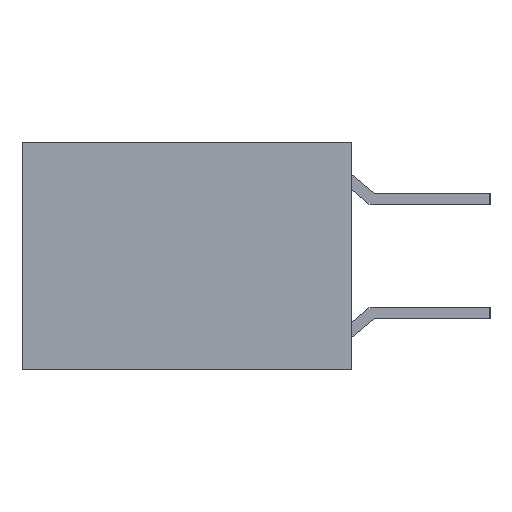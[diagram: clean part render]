
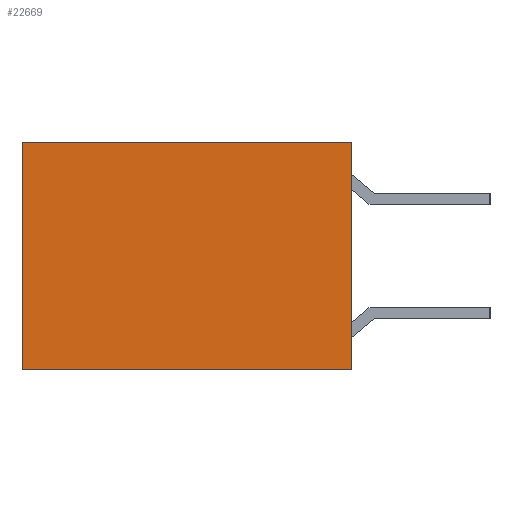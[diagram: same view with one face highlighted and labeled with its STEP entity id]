
A CAD part, left-side view. The second image highlights one B-rep face of the part: STEP entity #22669.
In plain terms, the highlighted planar face has unit normal (-1, 0, 0).
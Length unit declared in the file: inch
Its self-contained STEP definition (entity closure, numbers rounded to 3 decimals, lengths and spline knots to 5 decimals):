
#181=ORIENTED_EDGE('',*,*,#6916,.T.);
#182=ORIENTED_EDGE('',*,*,#6917,.F.);
#183=ORIENTED_EDGE('',*,*,#6774,.F.);
#184=ORIENTED_EDGE('',*,*,#6914,.T.);
#6774=EDGE_CURVE('',#10142,#10143,#12342,.T.);
#6914=EDGE_CURVE('',#10142,#10282,#12482,.T.);
#6916=EDGE_CURVE('',#10282,#10283,#12484,.T.);
#6917=EDGE_CURVE('',#10143,#10283,#12485,.T.);
#10142=VERTEX_POINT('',#30512);
#10143=VERTEX_POINT('',#30514);
#10282=VERTEX_POINT('',#30793);
#10283=VERTEX_POINT('',#30798);
#12342=LINE('',#30513,#15710);
#12482=LINE('',#30794,#15850);
#12484=LINE('',#30797,#15852);
#12485=LINE('',#30799,#15853);
#15710=VECTOR('',#24925,39.37008);
#15850=VECTOR('',#25067,39.37008);
#15852=VECTOR('',#25071,39.37008);
#15853=VECTOR('',#25072,39.37008);
#19113=EDGE_LOOP('',(#181,#182,#183,#184));
#20355=FACE_BOUND('',#19113,.T.);
#21563=PLANE('',#23813);
#22669=ADVANCED_FACE('',(#20355),#21563,.F.);
#23813=AXIS2_PLACEMENT_3D('',#30796,#25069,#25070);
#24925=DIRECTION('',(0.,0.,1.));
#25067=DIRECTION('',(0.,-1.,0.));
#25069=DIRECTION('',(1.,0.,0.));
#25070=DIRECTION('',(0.,0.,-1.));
#25071=DIRECTION('',(0.,0.,1.));
#25072=DIRECTION('',(0.,-1.,0.));
#30512=CARTESIAN_POINT('',(-0.85,0.29,-0.1));
#30513=CARTESIAN_POINT('',(-0.85,0.29,-0.1));
#30514=CARTESIAN_POINT('',(-0.85,0.29,0.1));
#30793=CARTESIAN_POINT('',(-0.85,0.,-0.1));
#30794=CARTESIAN_POINT('',(-0.85,0.29,-0.1));
#30796=CARTESIAN_POINT('',(-0.85,0.29,-0.1));
#30797=CARTESIAN_POINT('',(-0.85,0.,-0.1));
#30798=CARTESIAN_POINT('',(-0.85,0.,0.1));
#30799=CARTESIAN_POINT('',(-0.85,0.29,0.1));
